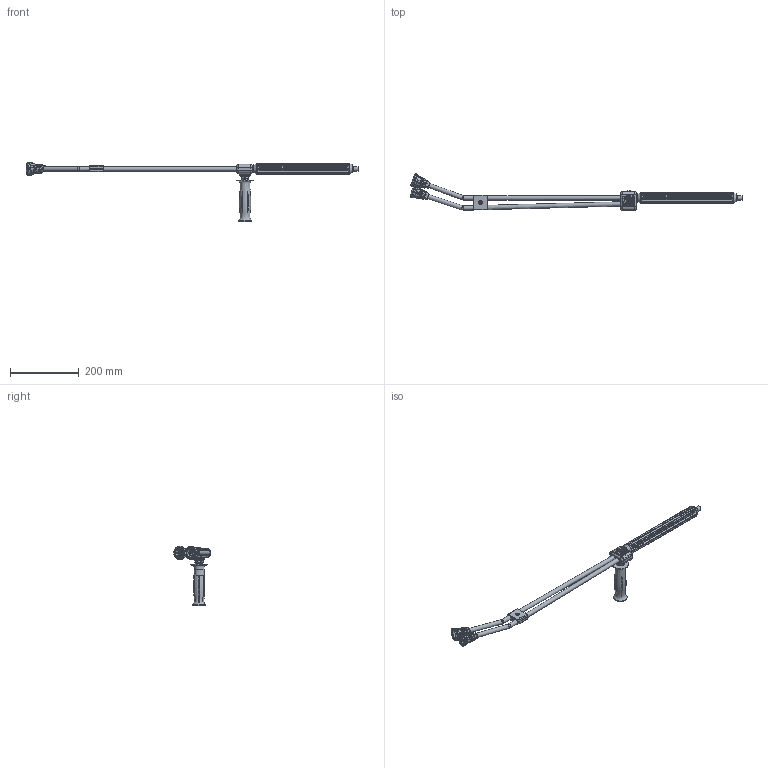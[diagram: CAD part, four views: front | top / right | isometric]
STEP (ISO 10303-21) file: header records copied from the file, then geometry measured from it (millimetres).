
FILE_DESCRIPTION(/* description */ ('Unknown'),/* implementation_level */ '2;1');
FILE_NAME(/* name */ '200054600',/* time_stamp */ '2019-08-14T09:39:46+02:00',/* author */ ('Unknown'),/* organization */ ('Unknown'),/* preprocessor_version */ 'ST-DEVELOPER v16.7',/* originating_system */ 'DEX',/* authorisation */ $);
FILE_SCHEMA (('AUTOMOTIVE_DESIGN {1 0 10303 214 3 1 1}'));
Bounding box: 967.15 x 106.47 x 172.68 mm (x, y, z)
Volume: 370801.9 mm3; surface area: 227708.8 mm2
Topology: 5 solids, 5 shells, 2892 faces, 7601 edges, 4886 vertices
Faces by surface type: plane 1534, bspline 694, cylinder 331, torus 182, cone 92, sphere 59
Full cylindrical faces by diameter (mm): 4.2 x1, 5 x1, 5.5 x2, 5.7 x1, 6.3 x1, 8.8 x1, 8.999 x1, 9.699 x1, 9.7 x4, 10 x1, 10.499 x2, 10.5 x2, 10.999 x1, 11.862 x2, 12.499 x1, 12.699 x1, 12.7 x4, 12.999 x1, 13.159 x2, 13.16 x5, 13.5 x1, 13.999 x1, 14 x2, 16 x2, 16.498 x1, 16.8 x2, 17 x2, 17.998 x1, 19 x2, 22.798 x1
Entity records: 141103 total; most frequent: CARTESIAN_POINT 60765, ORIENTED_EDGE 14534, DIRECTION 10040, EDGE_CURVE 7267, VERTEX_POINT 4816, LINE 3612, VECTOR 3612, EDGE_LOOP 3345
